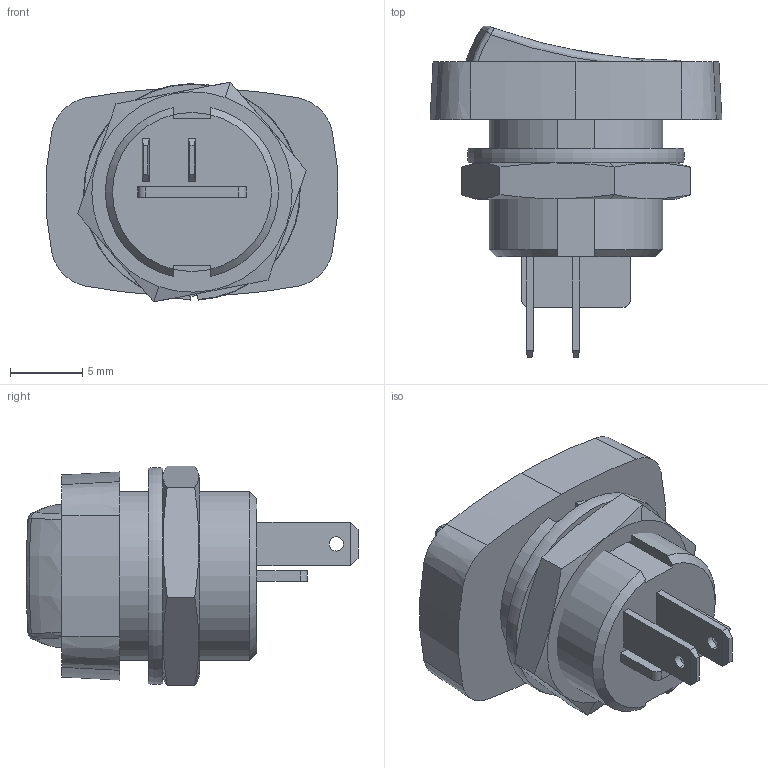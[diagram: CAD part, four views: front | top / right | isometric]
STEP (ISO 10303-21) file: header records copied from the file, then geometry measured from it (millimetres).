
FILE_DESCRIPTION (( 'STEP AP203' ), '1' );
FILE_NAME ('inter basc.STEP', '2020-12-14T17:13:22', ( '' ), ( '' ), 'SwSTEP 2.0', 'SolidWorks 2014', '' );
FILE_SCHEMA (( 'CONFIG_CONTROL_DESIGN' ));
Length unit declared in the file: millimetre
Products named in the file (5): inter basc; inter basc_rondelle; inter basc_écrou; inter basc_corps; inter basc_bouton
Assembly tree (4 placements, depth 2):
  inter basc
    inter basc_corps
    inter basc_bouton
    inter basc_écrou
    inter basc_rondelle
Bounding box: 20.2 x 22.97 x 15.21 mm (x, y, z)
Volume: 2269.1 mm3; surface area: 2370.1 mm2
Topology: 4 solids, 4 shells, 115 faces, 273 edges, 174 vertices
Faces by surface type: plane 50, cylinder 30, cone 16, bspline 14, sphere 4, torus 1
Entity records: 4571 total; most frequent: CARTESIAN_POINT 1476, ORIENTED_EDGE 546, DIRECTION 515, EDGE_CURVE 273, AXIS2_PLACEMENT_3D 194, VERTEX_POINT 174, EDGE_LOOP 129, VECTOR 127
